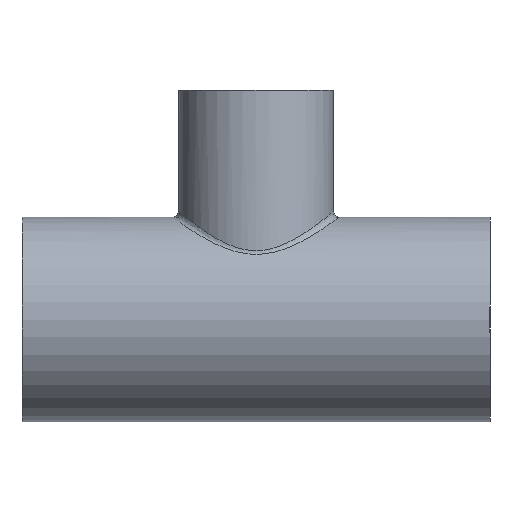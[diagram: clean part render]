
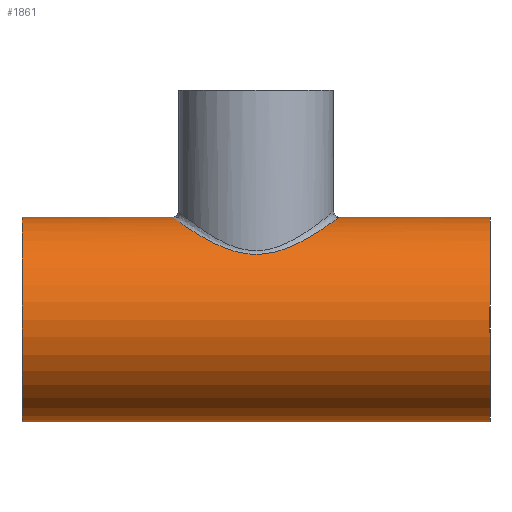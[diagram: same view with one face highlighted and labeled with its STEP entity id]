
A CAD part, front view. The second image highlights one B-rep face of the part: STEP entity #1861.
In plain terms, the highlighted cylindrical face has radius 35 mm (diameter 70 mm), a full revolution.
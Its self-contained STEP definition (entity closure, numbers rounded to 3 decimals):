
#1674=CARTESIAN_POINT('',(0.,-26.959,22.32));
#1675=VERTEX_POINT('',#1674);
#1757=CARTESIAN_POINT('',(0.,-26.959,22.32));
#1758=CARTESIAN_POINT('',(0.,-26.959,22.32));
#1759=CARTESIAN_POINT('',(0.,-26.959,22.32));
#1760=CARTESIAN_POINT('',(0.,-26.959,22.32));
#1761=CARTESIAN_POINT('',(0.839,-26.959,22.32));
#1762=CARTESIAN_POINT('',(1.957,-26.913,22.377));
#1763=CARTESIAN_POINT('',(4.169,-26.697,22.635));
#1764=CARTESIAN_POINT('',(6.604,-26.287,23.117));
#1765=CARTESIAN_POINT('',(9.704,-25.408,24.087));
#1766=CARTESIAN_POINT('',(13.056,-24.059,25.453));
#1767=CARTESIAN_POINT('',(15.709,-22.562,26.79));
#1768=CARTESIAN_POINT('',(18.159,-20.818,28.153));
#1769=CARTESIAN_POINT('',(19.687,-19.535,29.061));
#1770=CARTESIAN_POINT('',(21.097,-18.145,29.938));
#1771=CARTESIAN_POINT('',(22.437,-16.673,30.795));
#1772=CARTESIAN_POINT('',(23.973,-14.681,31.812));
#1773=CARTESIAN_POINT('',(25.285,-12.51,32.713));
#1774=CARTESIAN_POINT('',(26.412,-10.218,33.5));
#1775=CARTESIAN_POINT('',(27.161,-8.282,34.033));
#1776=CARTESIAN_POINT('',(27.876,-5.776,34.547));
#1777=CARTESIAN_POINT('',(28.367,-3.182,34.903));
#1778=CARTESIAN_POINT('',(28.566,-0.009,35.048));
#1779=CARTESIAN_POINT('',(28.369,3.168,34.904));
#1780=CARTESIAN_POINT('',(27.848,5.93,34.527));
#1781=CARTESIAN_POINT('',(27.156,8.267,34.03));
#1782=CARTESIAN_POINT('',(26.157,10.859,33.32));
#1783=CARTESIAN_POINT('',(24.92,13.188,32.458));
#1784=CARTESIAN_POINT('',(23.668,15.037,31.613));
#1785=CARTESIAN_POINT('',(22.599,16.461,30.903));
#1786=CARTESIAN_POINT('',(21.217,18.062,30.007));
#1787=CARTESIAN_POINT('',(18.967,20.21,28.618));
#1788=CARTESIAN_POINT('',(16.651,21.945,27.293));
#1789=CARTESIAN_POINT('',(14.361,23.313,26.116));
#1790=CARTESIAN_POINT('',(11.937,24.541,24.977));
#1791=CARTESIAN_POINT('',(8.694,25.779,23.697));
#1792=CARTESIAN_POINT('',(4.468,26.736,22.594));
#1793=CARTESIAN_POINT('',(-0.008,27.072,22.182));
#1794=CARTESIAN_POINT('',(-3.362,26.819,22.493));
#1795=CARTESIAN_POINT('',(-6.243,26.334,23.057));
#1796=CARTESIAN_POINT('',(-8.348,25.819,23.64));
#1797=CARTESIAN_POINT('',(-10.675,25.023,24.479));
#1798=CARTESIAN_POINT('',(-14.461,23.423,26.07));
#1799=CARTESIAN_POINT('',(-17.863,21.213,27.949));
#1800=CARTESIAN_POINT('',(-20.763,18.501,29.725));
#1801=CARTESIAN_POINT('',(-22.563,16.56,30.872));
#1802=CARTESIAN_POINT('',(-24.57,13.854,32.213));
#1803=CARTESIAN_POINT('',(-26.477,10.252,33.543));
#1804=CARTESIAN_POINT('',(-27.608,6.945,34.353));
#1805=CARTESIAN_POINT('',(-28.18,4.204,34.767));
#1806=CARTESIAN_POINT('',(-28.53,1.406,35.022));
#1807=CARTESIAN_POINT('',(-28.528,-2.137,35.021));
#1808=CARTESIAN_POINT('',(-27.943,-5.617,34.594));
#1809=CARTESIAN_POINT('',(-27.149,-8.287,34.025));
#1810=CARTESIAN_POINT('',(-26.405,-10.214,33.496));
#1811=CARTESIAN_POINT('',(-25.513,-12.073,32.871));
#1812=CARTESIAN_POINT('',(-24.489,-13.84,32.166));
#1813=CARTESIAN_POINT('',(-23.343,-15.509,31.393));
#1814=CARTESIAN_POINT('',(-22.2,-16.935,30.643));
#1815=CARTESIAN_POINT('',(-21.082,-18.161,29.928));
#1816=CARTESIAN_POINT('',(-19.661,-19.559,29.045));
#1817=CARTESIAN_POINT('',(-17.747,-21.161,27.909));
#1818=CARTESIAN_POINT('',(-15.249,-22.837,26.549));
#1819=CARTESIAN_POINT('',(-12.572,-24.254,25.255));
#1820=CARTESIAN_POINT('',(-9.678,-25.417,24.078));
#1821=CARTESIAN_POINT('',(-6.606,-26.285,23.119));
#1822=CARTESIAN_POINT('',(-3.356,-26.834,22.473));
#1823=CARTESIAN_POINT('',(-1.118,-26.959,22.32));
#1824=CARTESIAN_POINT('',(0.,-26.959,22.32));
#1825=B_SPLINE_CURVE_WITH_KNOTS('',3,(#1757,#1758,#1759,#1760,#1761,#1762,#1763,#1764,#1765,#1766,#1767,#1768,#1769,#1770,#1771,#1772,#1773,#1774,#1775,#1776,#1777,#1778,#1779,#1780,#1781,#1782,#1783,#1784,#1785,#1786,#1787,#1788,#1789,#1790,#1791,#1792,#1793,#1794,#1795,#1796,#1797,#1798,#1799,#1800,#1801,#1802,#1803,#1804,#1805,#1806,#1807,#1808,#1809,#1810,#1811,#1812,#1813,#1814,#1815,#1816,#1817,#1818,#1819,#1820,#1821,#1822,#1823,#1824),.UNSPECIFIED.,.T.,.U.,(4,3,1,1,1,1,1,1,1,1,1,1,1,1,1,1,1,1,1,1,1,1,1,1,1,1,1,1,1,1,1,1,1,1,1,1,1,1,1,1,1,1,1,1,1,1,1,1,1,1,1,1,1,1,1,1,1,1,1,1,1,1,1,4),(-16.931,-16.931,-16.704,-16.628,-16.326,-16.024,-15.721,-15.268,-15.117,-14.814,-14.663,-14.512,-14.21,-13.907,-13.756,-13.454,-13.303,-13.,-12.698,-12.396,-12.093,-11.892,-11.69,-11.287,-11.119,-11.018,-10.75,-10.481,-10.078,-9.876,-9.675,-9.272,-8.869,-8.465,-8.062,-7.962,-7.659,-7.458,-7.256,-6.45,-6.248,-6.047,-5.644,-5.24,-4.837,-4.636,-4.434,-4.031,-3.628,-3.426,-3.225,-3.023,-2.822,-2.62,-2.419,-2.268,-2.116,-1.814,-1.512,-1.209,-0.907,-0.605,-0.302,0.),.UNSPECIFIED.);
#1826=EDGE_CURVE('',#1675,#1675,#1825,.T.);
#1831=CARTESIAN_POINT('',(0.0,0.0,0.0));
#1832=DIRECTION('',(-1.0,0.0,0.0));
#1833=DIRECTION('',(0.0,-1.0,0.0));
#1834=AXIS2_PLACEMENT_3D('',#1831,#1832,#1833);
#1835=CYLINDRICAL_SURFACE('',#1834,35.);
#1836=CARTESIAN_POINT('',(80.,-35.,0.0));
#1837=VERTEX_POINT('',#1836);
#1838=CARTESIAN_POINT('',(80.0,0.0,0.0));
#1839=DIRECTION('',(-1.0,0.0,0.0));
#1840=DIRECTION('',(0.0,-1.0,0.0));
#1841=AXIS2_PLACEMENT_3D('',#1838,#1839,#1840);
#1842=CIRCLE('',#1841,35.);
#1843=EDGE_CURVE('',#1837,#1837,#1842,.T.);
#1844=ORIENTED_EDGE('',*,*,#1843,.T.);
#1845=EDGE_LOOP('',(#1844));
#1846=FACE_OUTER_BOUND('',#1845,.T.);
#1847=CARTESIAN_POINT('',(-80.,-35.,0.0));
#1848=VERTEX_POINT('',#1847);
#1849=CARTESIAN_POINT('',(-80.,0.0,0.0));
#1850=DIRECTION('',(-1.0,0.0,0.0));
#1851=DIRECTION('',(0.0,-1.0,0.0));
#1852=AXIS2_PLACEMENT_3D('',#1849,#1850,#1851);
#1853=CIRCLE('',#1852,35.);
#1854=EDGE_CURVE('',#1848,#1848,#1853,.T.);
#1855=ORIENTED_EDGE('',*,*,#1854,.F.);
#1856=EDGE_LOOP('',(#1855));
#1857=FACE_BOUND('',#1856,.T.);
#1858=ORIENTED_EDGE('',*,*,#1826,.F.);
#1859=EDGE_LOOP('',(#1858));
#1860=FACE_BOUND('',#1859,.T.);
#1861=ADVANCED_FACE('',(#1846,#1857,#1860),#1835,.T.);
